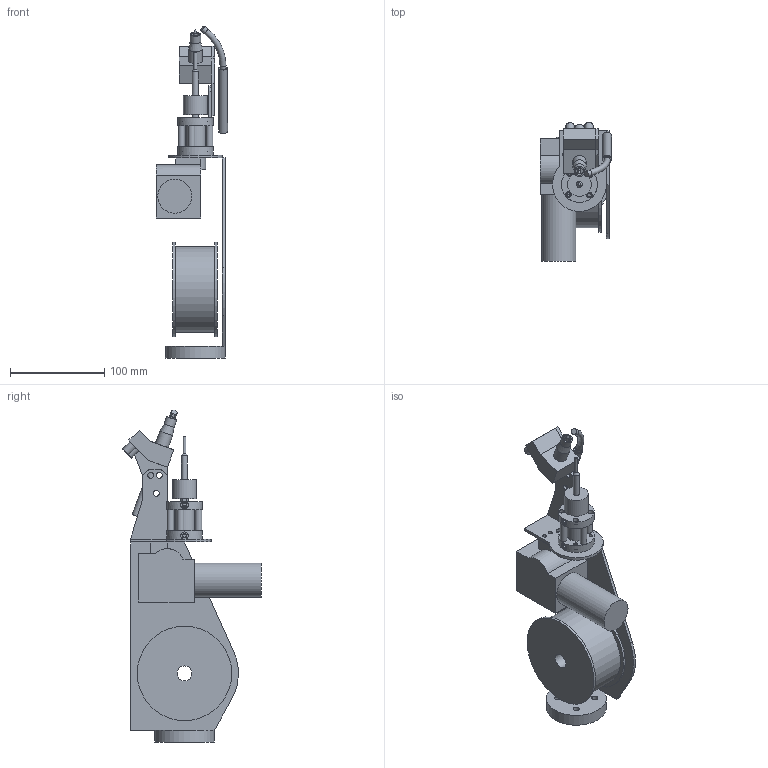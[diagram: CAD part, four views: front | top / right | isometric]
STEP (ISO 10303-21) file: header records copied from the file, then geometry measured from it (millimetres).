
FILE_DESCRIPTION(/* description */ (''),/* implementation_level */ '2;1');
FILE_NAME(/* name */ '6TubeWeldingHead.step',/* time_stamp */ '2021-10-27T13:09:07-06:00',/* author */ (''),/* organization */ (''),/* preprocessor_version */ 'ST-DEVELOPER v18.1',/* originating_system */ 'Autodesk Translation Framework v10.10.0.1391',/* authorisation */ '');
FILE_SCHEMA (('AUTOMOTIVE_DESIGN { 1 0 10303 214 3 1 1 }'));
Length unit declared in the file: millimetre
Products named in the file (13): TubeWeldingHead; Base; WireSpool; Probe; TigCup; PowerBlock; c12010d v1; HeadMountPL; WireTube; FeederHead; MidPL; HeadMountBasePL; SidePL
Assembly tree (12 placements, depth 2):
  TubeWeldingHead
    Base
    WireSpool
    Probe
    TigCup
    PowerBlock
    c12010d v1
    HeadMountPL
    WireTube
    FeederHead
    MidPL
    HeadMountBasePL
    SidePL
Bounding box: 75.41 x 147.02 x 352.28 mm (x, y, z)
Volume: 720748.7 mm3; surface area: 160932.7 mm2
Topology: 20 solids, 20 shells, 238 faces, 476 edges, 313 vertices
Faces by surface type: plane 129, cylinder 100, cone 8, torus 1
Full cylindrical faces by diameter (mm): 3.078 x1, 3.175 x1, 3.454 x16, 3.962 x12, 3.967 x3, 4.064 x4, 5.969 x8, 6.35 x11, 6.909 x4, 7.62 x2, 7.874 x2, 7.925 x1, 8.492 x1, 8.707 x1, 8.935 x1, 9.525 x1, 10.703 x1, 10.922 x1, 11.252 x1, 14.224 x1, 15.875 x2, 19.05 x2, 20.625 x3, 25.4 x1, 36.068 x1, 38.1 x2, 63.5 x1, 91.026 x1, 100.33 x2
Entity records: 6842 total; most frequent: DIRECTION 1207, CARTESIAN_POINT 1139, ORIENTED_EDGE 946, AXIS2_PLACEMENT_3D 477, EDGE_CURVE 473, EDGE_LOOP 341, VERTEX_POINT 313, LINE 253
